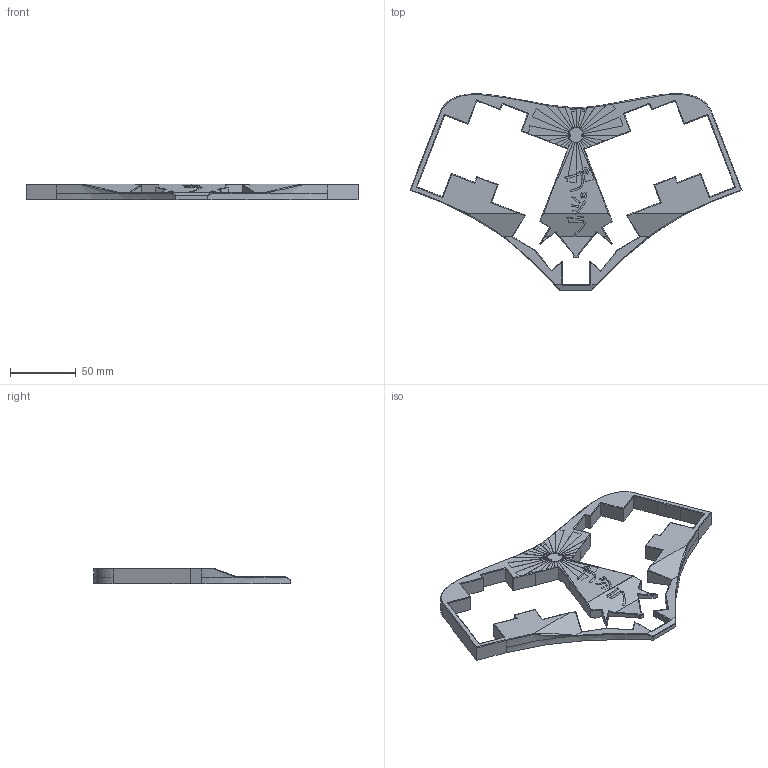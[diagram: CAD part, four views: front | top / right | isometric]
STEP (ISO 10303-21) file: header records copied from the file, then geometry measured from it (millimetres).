
FILE_DESCRIPTION(/* description */ (''),/* implementation_level */ '2;1');
FILE_NAME(/* name */ 'tokeyo-case_production v1_top.step',/* time_stamp */ '2024-06-18T18:08:39+02:00',/* author */ (''),/* organization */ (''),/* preprocessor_version */ 'ST-DEVELOPER v20',/* originating_system */ 'Autodesk Translation Framework v13.14.0.145',/* authorisation */ '');
FILE_SCHEMA (('AUTOMOTIVE_DESIGN { 1 0 10303 214 3 1 1 }'));
Length unit declared in the file: millimetre
Products named in the file (2): tokeyo-case_production; top
Assembly tree (1 placements, depth 2):
  tokeyo-case_production
    top
Bounding box: 253.33 x 150.08 x 12 mm (x, y, z)
Volume: 110404.2 mm3; surface area: 39874.5 mm2
Topology: 1 solids, 1 shells, 546 faces, 1435 edges, 895 vertices
Faces by surface type: plane 343, cylinder 103, bspline 83, cone 8, torus 6, sphere 3
Full cylindrical faces by diameter (mm): 1.59 x2, 3 x6, 3.986 x1, 11.492 x1
Entity records: 22151 total; most frequent: CARTESIAN_POINT 9257, ORIENTED_EDGE 2866, DIRECTION 2345, EDGE_CURVE 1433, LINE 905, VECTOR 905, VERTEX_POINT 895, AXIS2_PLACEMENT_3D 720
